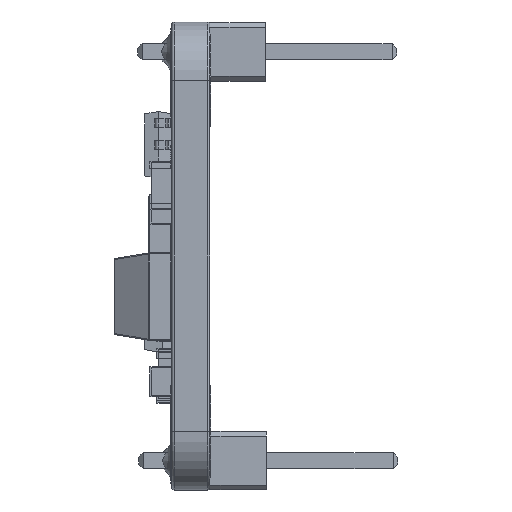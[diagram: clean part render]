
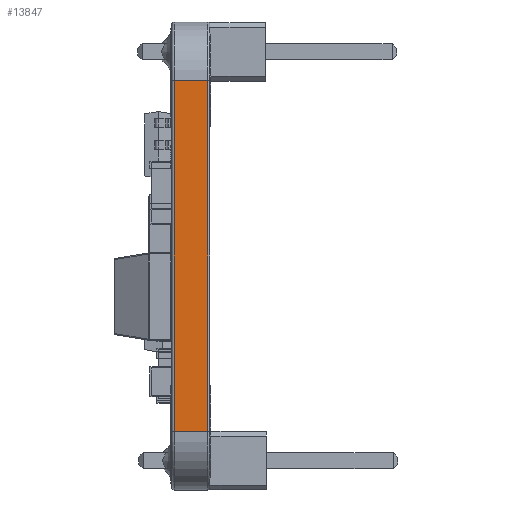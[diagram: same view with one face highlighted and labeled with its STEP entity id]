
A CAD part, left-side view. The second image highlights one B-rep face of the part: STEP entity #13847.
In plain terms, the highlighted planar face has unit normal (-1, 0, 0).
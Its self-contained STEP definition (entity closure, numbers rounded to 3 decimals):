
#2479=FACE_OUTER_BOUND('',#3413,.T.);
#3413=EDGE_LOOP('',(#12365,#12366,#12367,#12368));
#4753=LINE('',#22861,#6084);
#4754=LINE('',#22865,#6085);
#4755=LINE('',#22867,#6086);
#4756=LINE('',#22868,#6087);
#6084=VECTOR('',#18925,1000.);
#6085=VECTOR('',#18930,1000.);
#6086=VECTOR('',#18931,1000.);
#6087=VECTOR('',#18932,1000.);
#7216=VERTEX_POINT('',#22858);
#7217=VERTEX_POINT('',#22860);
#7218=VERTEX_POINT('',#22864);
#7219=VERTEX_POINT('',#22866);
#8937=EDGE_CURVE('',#7217,#7216,#4753,.T.);
#8939=EDGE_CURVE('',#7216,#7218,#4754,.T.);
#8940=EDGE_CURVE('',#7219,#7218,#4755,.T.);
#8941=EDGE_CURVE('',#7219,#7217,#4756,.T.);
#12365=ORIENTED_EDGE('',*,*,#8937,.T.);
#12366=ORIENTED_EDGE('',*,*,#8939,.T.);
#12367=ORIENTED_EDGE('',*,*,#8940,.F.);
#12368=ORIENTED_EDGE('',*,*,#8941,.T.);
#13048=PLANE('',#15185);
#13847=ADVANCED_FACE('',(#2479),#13048,.F.);
#15185=AXIS2_PLACEMENT_3D('',#22863,#18928,#18929);
#18925=DIRECTION('',(0.,-1.,0.));
#18928=DIRECTION('center_axis',(1.,0.,0.));
#18929=DIRECTION('ref_axis',(0.,0.,-1.));
#18930=DIRECTION('',(0.,0.,1.));
#18931=DIRECTION('',(0.,-1.,0.));
#18932=DIRECTION('',(0.,0.,-1.));
#22858=CARTESIAN_POINT('',(0.,0.1,-17.78));
#22860=CARTESIAN_POINT('',(0.,1.55,-17.78));
#22861=CARTESIAN_POINT('',(0.,1.65,-17.78));
#22863=CARTESIAN_POINT('Origin',(0.,1.65,-2.54));
#22864=CARTESIAN_POINT('',(0.,0.1,-2.54));
#22865=CARTESIAN_POINT('',(0.,0.1,-2.54));
#22866=CARTESIAN_POINT('',(0.,1.55,-2.54));
#22867=CARTESIAN_POINT('',(0.,1.65,-2.54));
#22868=CARTESIAN_POINT('',(0.,1.55,-17.78));
